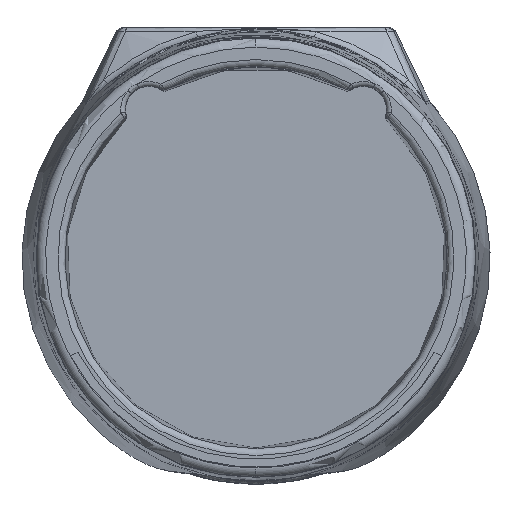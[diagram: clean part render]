
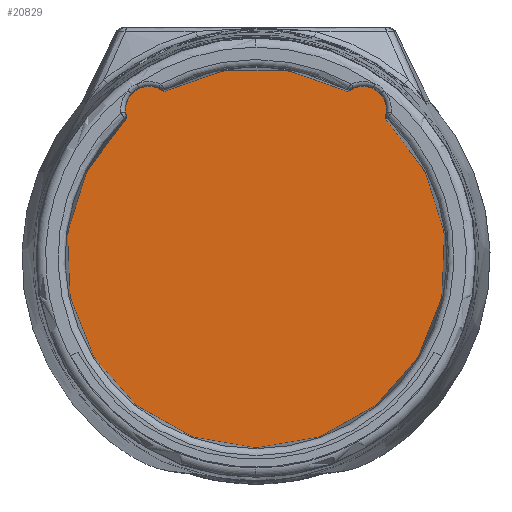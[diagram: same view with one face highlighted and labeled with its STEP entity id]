
A CAD part, top view. The second image highlights one B-rep face of the part: STEP entity #20829.
In plain terms, the highlighted planar face has unit normal (0, 0, 1).
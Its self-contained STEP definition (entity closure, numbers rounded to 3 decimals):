
#7713=CARTESIAN_POINT('',(0.,0.,7.242));
#7714=DIRECTION('',(0.,0.,-1.));
#7715=DIRECTION('',(-0.472,0.882,0.));
#7716=AXIS2_PLACEMENT_3D('',#7713,#7714,#7715);
#7736=CARTESIAN_POINT('',(0.,0.,7.242));
#7737=DIRECTION('',(0.,0.,-1.));
#7738=DIRECTION('',(0.69,0.724,0.));
#7739=AXIS2_PLACEMENT_3D('',#7736,#7737,#7738);
#7759=CARTESIAN_POINT('',(4.047,7.19,7.242));
#7760=CARTESIAN_POINT('',(4.026,7.176,7.242));
#7761=CARTESIAN_POINT('',(3.983,7.157,7.242));
#7762=CARTESIAN_POINT('',(3.908,7.154,7.242));
#7763=CARTESIAN_POINT('',(3.863,7.168,7.242));
#7764=CARTESIAN_POINT('',(3.841,7.18,7.242));
#7801=CARTESIAN_POINT('',(-3.841,7.18,7.242));
#7802=CARTESIAN_POINT('',(-3.863,7.168,7.242));
#7803=CARTESIAN_POINT('',(-3.908,7.154,7.242));
#7804=CARTESIAN_POINT('',(-3.983,7.157,7.242));
#7805=CARTESIAN_POINT('',(-4.026,7.176,7.242));
#7806=CARTESIAN_POINT('',(-4.047,7.19,7.242));
#7813=CARTESIAN_POINT('',(-4.603,6.359,7.242));
#7814=DIRECTION('',(0.,0.,1.));
#7815=DIRECTION('',(0.556,0.831,0.));
#7816=AXIS2_PLACEMENT_3D('',#7813,#7814,#7815);
#7873=CARTESIAN_POINT('',(-5.566,6.09,7.242));
#7874=CARTESIAN_POINT('',(-5.56,6.066,7.242));
#7875=CARTESIAN_POINT('',(-5.555,6.019,7.242));
#7876=CARTESIAN_POINT('',(-5.575,5.947,7.242));
#7877=CARTESIAN_POINT('',(-5.603,5.909,7.242));
#7878=CARTESIAN_POINT('',(-5.621,5.892,7.242));
#7915=CARTESIAN_POINT('',(5.621,5.892,7.242));
#7916=CARTESIAN_POINT('',(5.603,5.909,7.242));
#7917=CARTESIAN_POINT('',(5.575,5.947,7.242));
#7918=CARTESIAN_POINT('',(5.555,6.019,7.242));
#7919=CARTESIAN_POINT('',(5.56,6.066,7.242));
#7920=CARTESIAN_POINT('',(5.566,6.09,7.242));
#7927=CARTESIAN_POINT('',(4.603,6.359,7.242));
#7928=DIRECTION('',(0.,0.,1.));
#7929=DIRECTION('',(0.963,-0.269,0.));
#7930=AXIS2_PLACEMENT_3D('',#7927,#7928,#7929);
#9267=CARTESIAN_POINT('',(-3.841,7.18,7.242));
#9268=CARTESIAN_POINT('',(3.841,7.18,7.242));
#9269=VERTEX_POINT('',#9267);
#9270=VERTEX_POINT('',#9268);
#9271=CARTESIAN_POINT('',(5.621,5.892,7.242));
#9272=CARTESIAN_POINT('',(-5.621,5.892,7.242));
#9273=VERTEX_POINT('',#9271);
#9274=VERTEX_POINT('',#9272);
#9275=CARTESIAN_POINT('',(5.566,6.09,7.242));
#9276=CARTESIAN_POINT('',(4.047,7.19,7.242));
#9277=VERTEX_POINT('',#9275);
#9278=VERTEX_POINT('',#9276);
#9279=CARTESIAN_POINT('',(-4.047,7.19,7.242));
#9280=CARTESIAN_POINT('',(-5.566,6.09,7.242));
#9281=VERTEX_POINT('',#9279);
#9282=VERTEX_POINT('',#9280);
#20808=CARTESIAN_POINT('',(0.,0.,7.242));
#20809=DIRECTION('',(0.,0.,-1.));
#20810=DIRECTION('',(0.,-1.,0.));
#20811=AXIS2_PLACEMENT_3D('',#20808,#20809,#20810);
#20812=PLANE('',#20811);
#20813=ORIENTED_EDGE('',*,*,#20771,.T.);
#20815=ORIENTED_EDGE('',*,*,#20814,.F.);
#20817=ORIENTED_EDGE('',*,*,#20816,.F.);
#20819=ORIENTED_EDGE('',*,*,#20818,.F.);
#20820=ORIENTED_EDGE('',*,*,#20797,.T.);
#20822=ORIENTED_EDGE('',*,*,#20821,.F.);
#20824=ORIENTED_EDGE('',*,*,#20823,.F.);
#20826=ORIENTED_EDGE('',*,*,#20825,.F.);
#20827=EDGE_LOOP('',(#20813,#20815,#20817,#20819,#20820,#20822,#20824,#20826));
#20828=FACE_OUTER_BOUND('',#20827,.F.);
#20829=ADVANCED_FACE('',(#20828),#20812,.F.);
#7717=CIRCLE('',#7716,8.143);
#7740=CIRCLE('',#7739,8.143);
#7765=B_SPLINE_CURVE_WITH_KNOTS('',3,(#7759,#7760,#7761,#7762,#7763,#7764),
.UNSPECIFIED.,.F.,.F.,(4,1,1,4),(0.,0.333,0.667,1.),
.UNSPECIFIED.);
#7807=B_SPLINE_CURVE_WITH_KNOTS('',3,(#7801,#7802,#7803,#7804,#7805,#7806),
.UNSPECIFIED.,.F.,.F.,(4,1,1,4),(0.,0.333,0.667,1.),
.UNSPECIFIED.);
#7817=CIRCLE('',#7816,1.);
#7879=B_SPLINE_CURVE_WITH_KNOTS('',3,(#7873,#7874,#7875,#7876,#7877,#7878),
.UNSPECIFIED.,.F.,.F.,(4,1,1,4),(0.,0.333,0.667,1.),
.UNSPECIFIED.);
#7921=B_SPLINE_CURVE_WITH_KNOTS('',3,(#7915,#7916,#7917,#7918,#7919,#7920),
.UNSPECIFIED.,.F.,.F.,(4,1,1,4),(0.,0.333,0.667,1.),
.UNSPECIFIED.);
#7931=CIRCLE('',#7930,1.);
#20771=EDGE_CURVE('',#9269,#9270,#7717,.T.);
#20797=EDGE_CURVE('',#9273,#9274,#7740,.T.);
#20814=EDGE_CURVE('',#9278,#9270,#7765,.T.);
#20816=EDGE_CURVE('',#9277,#9278,#7931,.T.);
#20818=EDGE_CURVE('',#9273,#9277,#7921,.T.);
#20821=EDGE_CURVE('',#9282,#9274,#7879,.T.);
#20823=EDGE_CURVE('',#9281,#9282,#7817,.T.);
#20825=EDGE_CURVE('',#9269,#9281,#7807,.T.);
